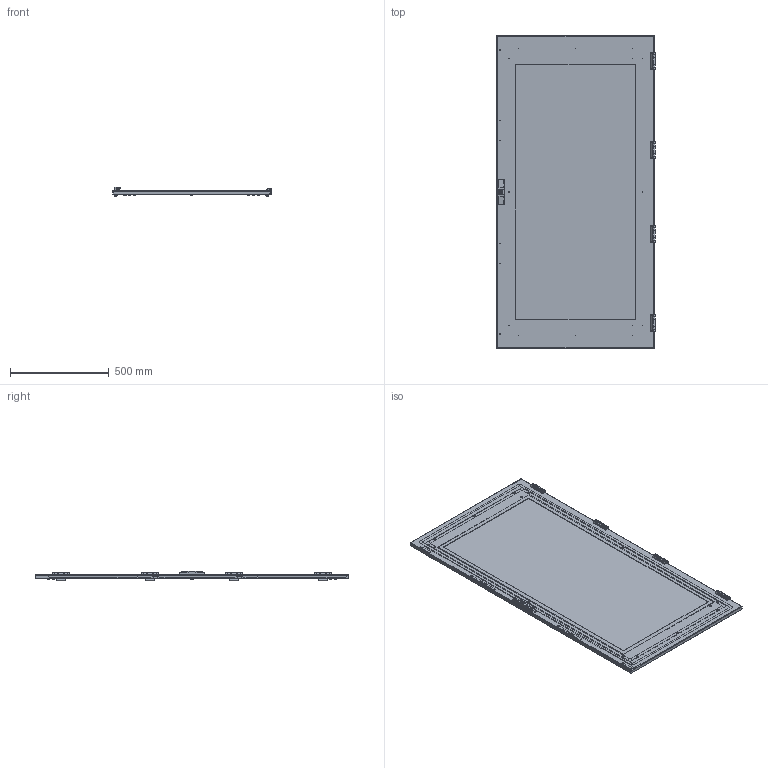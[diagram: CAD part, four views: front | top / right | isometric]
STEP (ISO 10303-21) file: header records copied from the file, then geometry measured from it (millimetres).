
FILE_DESCRIPTION (( 'STEP AP203' ), '1' );
FILE_NAME ('UR88204168000 Äâåðü ãëóõàÿ RS52 160.80 ÍÏ (000.801.579-02).STEP', '2022-04-08T10:46:35', ( '' ), ( '' ), 'SwSTEP 2.0', 'SolidWorks 2017', '' );
FILE_SCHEMA (( 'CONFIG_CONTROL_DESIGN' ));
Length unit declared in the file: millimetre
Products named in the file (34): Ãàéêà øåñòèãðàííàÿ âûñîêàÿ ñàìîñòîïîðÿùàÿñÿ ñ ôëàíöåì ÃÎÑÒ ISO 7043_Œ6; 029-373 Ñîåäèíèòåëü óãëîâîé ðàìêè äâåðè RS52; 000.800.094 Ïëàíêà çàïîðíàÿ_02 (160.00); MS896 Çàìîê-íàêëàäêà îñíîâíàÿ äëÿ LC_Žâªàëâ®; 054-201 Ïîïåðå÷èíà äâåðè RS52_02 (00.80); 048-07 Ïðóæèíà ïåòëè íàðóæíîé çàæèìíàÿ; Óïëîòíèòåëü ÏÏÓ äëÿ äâåðêè LC3_08 (160å80); 000.800.092 Ïëàíêà çàïîðíàÿ_01 (160.00); 040-196 Ïëàíêà çàïîðíàÿ_02 (160.00); 017-45 栺樏鋋_04 (160.80); 000.800.093 Ïëàíêà çàïîðíàÿ_02 (160.00); Ãàéêà Ýðèêñîíà Ì5 ñ ïëîñêîé ãîëîâêîé; 040-194 Ïëàíêà çàïîðíàÿ_02 (160.00); 000.210.588 Îñíîâàíèå äâåðè îáçîðíîé RS52 160.00 ÍÏ_02 (160.80); 037-53 Âíóòðåííÿÿ ÷àñòü ïåòëè íàðóæíîé; 028-126 Ñêîáà LC3; 000.800.075 Ïåòëÿ íàðóæíàÿ LC3_‡ ªàëâ®; Âèíò ISO 10642 TX_Œ5å10; 054-200 Ñòîéêà äâåðè RS52_02 (160.00); 000.231.045 Ðàìà óñèëèâàþùàÿ RS52_11 (160.80); 016-95 Øòûðü ïåòëè íàðóæíîé LC3; Âèíò ISO 10642 TX_Œ5å16; UR88204168000 Äâåðü ãëóõàÿ RS52 160.80 ÍÏ (000.801.579-02); 028-98 Ñêîáà; Øïèëüêà çàçåìëåíèÿ CKF CS_Œ6å16; Ñêîò÷ äëÿ ñòåêëà äâåðè RS52_04 (160.80); 040-195 Ïëàíêà çàïîðíàÿ_02 (160.00); Øïèëüêà ðåçüáîâàÿ Ì6_Œ6å12; 012-2069 Ïàíåëü äâåðè îáçîðíîé RS52 ÍÏ_02 (160.80); Øàéáà 6402 Ò_Œ6; 037-54 Âíåøíÿÿ ÷àñòü ïåòëè íàðóæíîé; 000.203.303 Äâåðü îáçîðíàÿ RS52 160.00 ÍÏ_02 (160.80); Øïèëüêà ðåçüáîâàÿ Ì6_Œ5å12; Âèíò DIN 7500 C TORX_Œ5å16
Assembly tree (110 placements, depth 4):
  UR88204168000 Äâåðü ãëóõàÿ RS52 160.80 ÍÏ (000.801.579-02)
    000.203.303 Äâåðü îáçîðíàÿ RS52 160.00 ÍÏ_02 (160.80)
      000.210.588 Îñíîâàíèå äâåðè îáçîðíîé RS52 160.00 ÍÏ_02 (160.80)
        012-2069 Ïàíåëü äâåðè îáçîðíîé RS52 ÍÏ_02 (160.80)
        Øïèëüêà çàçåìëåíèÿ CKF CS_Œ6å16  x2
        Øïèëüêà ðåçüáîâàÿ Ì6_Œ5å12  x12
        Øïèëüêà ðåçüáîâàÿ Ì6_Œ6å12  x6
      000.231.045 Ðàìà óñèëèâàþùàÿ RS52_11 (160.80)
        054-200 Ñòîéêà äâåðè RS52_02 (160.00)  x2
        054-201 Ïîïåðå÷èíà äâåðè RS52_02 (00.80)  x2
        029-373 Ñîåäèíèòåëü óãëîâîé ðàìêè äâåðè RS52  x4
        Âèíò DIN 7500 C TORX_Œ5å16  x8
      Ãàéêà Ýðèêñîíà Ì5 ñ ïëîñêîé ãîëîâêîé  x12
      Óïëîòíèòåëü ÏÏÓ äëÿ äâåðêè LC3_08 (160å80)
      MS896 Çàìîê-íàêëàäêà îñíîâíàÿ äëÿ LC_Žâªàëâ®
      Âèíò ISO 10642 TX_Œ5å10  x2
      000.800.092 Ïëàíêà çàïîðíàÿ_01 (160.00)
        040-194 Ïëàíêà çàïîðíàÿ_02 (160.00)
        028-98 Ñêîáà  x2
      000.800.093 Ïëàíêà çàïîðíàÿ_02 (160.00)
        040-195 Ïëàíêà çàïîðíàÿ_02 (160.00)
        028-98 Ñêîáà
      000.800.094 Ïëàíêà çàïîðíàÿ_02 (160.00)
        040-196 Ïëàíêà çàïîðíàÿ_02 (160.00)
        028-98 Ñêîáà
      Øàéáà 6402 Ò_Œ6  x6
      Ãàéêà øåñòèãðàííàÿ âûñîêàÿ ñàìîñòîïîðÿùàÿñÿ ñ ôëàíöåì ÃÎÑÒ ISO 7043_Œ6  x6
      Ñêîò÷ äëÿ ñòåêëà äâåðè RS52_04 (160.80)
      017-45 栺樏鋋_04 (160.80)
    000.800.075 Ïåòëÿ íàðóæíàÿ LC3_‡ ªàëâ®  x4
      037-53 Âíóòðåííÿÿ ÷àñòü ïåòëè íàðóæíîé
      037-54 Âíåøíÿÿ ÷àñòü ïåòëè íàðóæíîé
      048-07 Ïðóæèíà ïåòëè íàðóæíîé çàæèìíàÿ
      016-95 Øòûðü ïåòëè íàðóæíîé LC3
    Âèíò ISO 10642 TX_Œ5å16  x16
    028-126 Ñêîáà LC3  x4
Bounding box: 801.3 x 1584 x 48.05 mm (x, y, z)
Volume: 5658934.4 mm3; surface area: 4047096.6 mm2
Topology: 123 solids, 127 shells, 4664 faces, 12357 edges, 7897 vertices
Faces by surface type: cylinder 2107, plane 1627, cone 544, torus 198, bspline 172, sphere 16
Entity records: 52923 total; most frequent: CARTESIAN_POINT 10994, DIRECTION 7857, ORIENTED_EDGE 7334, EDGE_CURVE 3670, AXIS2_PLACEMENT_3D 2955, VERTEX_POINT 2356, VECTOR 1947, LINE 1947
